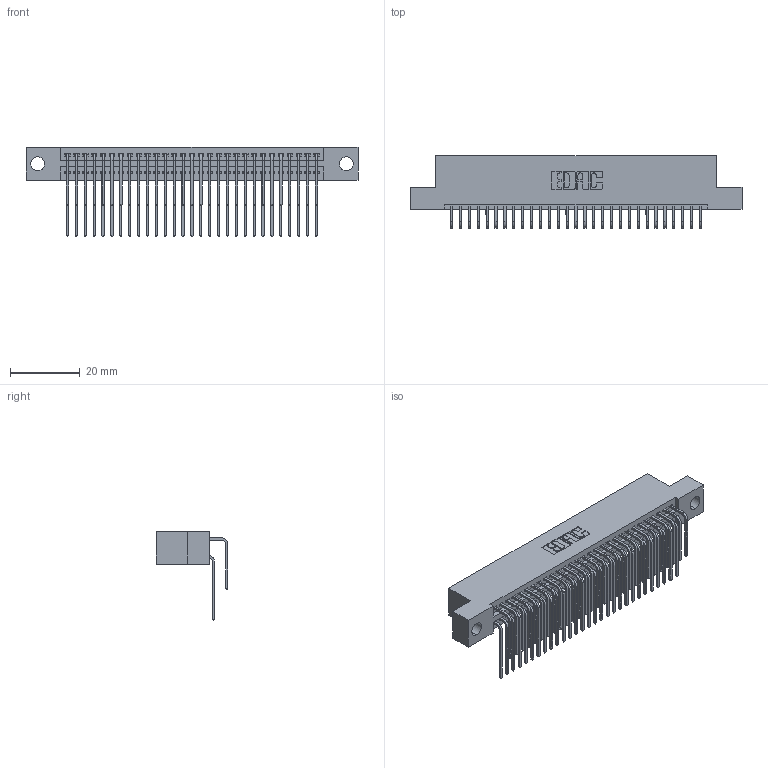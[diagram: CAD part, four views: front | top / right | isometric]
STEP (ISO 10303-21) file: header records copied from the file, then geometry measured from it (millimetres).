
FILE_DESCRIPTION (( 'STEP AP203' ), '1' );
FILE_NAME ('395-058-559-204.STEP', '2021-06-17T01:48:57', ( '' ), ( '' ), 'SwSTEP 2.0', 'SolidWorks 2020', '' );
FILE_SCHEMA (( 'CONFIG_CONTROL_DESIGN' ));
Length unit declared in the file: inch
Products named in the file (4): 345-292-001_558 559 Tail - 1; 345-292-001_559 Tail - 2; 395-058-559-204; 345 Part_Flush Mounting Lugs - 0.156 Dia-TI
Assembly tree (59 placements, depth 2):
  395-058-559-204
    345 Part_Flush Mounting Lugs - 0.156 Dia-TI
    345-292-001_558 559 Tail - 1  x29
    345-292-001_559 Tail - 2  x29
Bounding box: 94.87 x 20.56 x 25.53 mm (x, y, z)
Volume: 9323.6 mm3; surface area: 14955.1 mm2
Topology: 59 solids, 59 shells, 3156 faces, 9367 edges, 6166 vertices
Faces by surface type: plane 2124, cylinder 1032
Entity records: 26575 total; most frequent: CARTESIAN_POINT 4517, ORIENTED_EDGE 4398, DIRECTION 3971, EDGE_CURVE 2199, LINE 1911, VECTOR 1911, VERTEX_POINT 1462, AXIS2_PLACEMENT_3D 1030
